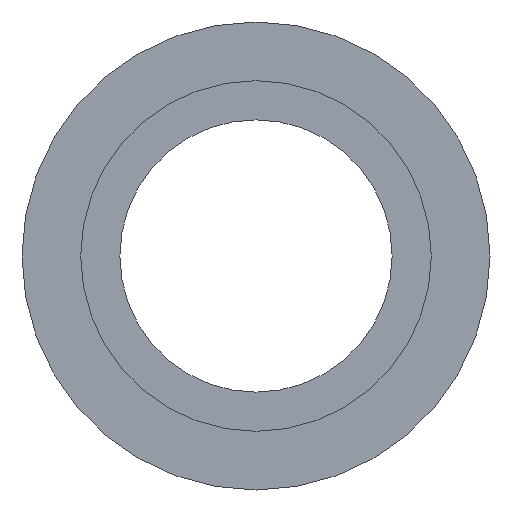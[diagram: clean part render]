
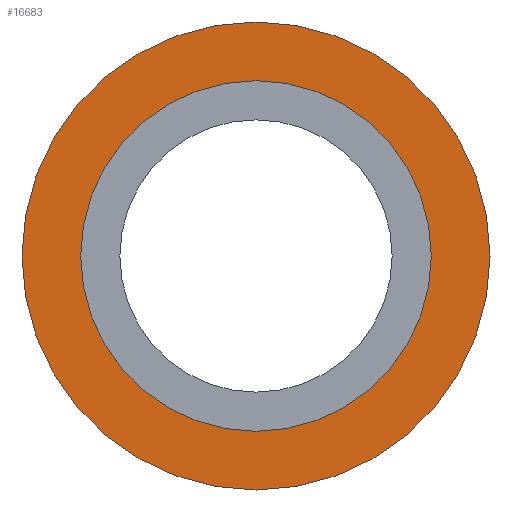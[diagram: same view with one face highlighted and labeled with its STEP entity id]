
A CAD part, left-side view. The second image highlights one B-rep face of the part: STEP entity #16683.
In plain terms, the highlighted planar face has unit normal (-1, 0, 0).
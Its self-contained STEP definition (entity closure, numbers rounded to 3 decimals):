
#155 = FACE_BOUND ( 'NONE', #3043, .T. ) ;
#765 = DIRECTION ( 'NONE',  ( 0., 0., 1. ) ) ;
#3040 = VERTEX_POINT ( 'NONE', #10802 ) ;
#3043 = EDGE_LOOP ( 'NONE', ( #23394 ) ) ;
#4353 = ORIENTED_EDGE ( 'NONE', *, *, #6291, .T. ) ;
#6291 = EDGE_CURVE ( 'NONE', #15073, #15073, #29141, .T. ) ;
#8801 = CARTESIAN_POINT ( 'NONE',  ( 0., 0., 0. ) ) ;
#10802 = CARTESIAN_POINT ( 'NONE',  ( 0., 0., 20.6 ) ) ;
#12012 = DIRECTION ( 'NONE',  ( 0., 0., 1. ) ) ;
#12558 = CARTESIAN_POINT ( 'NONE',  ( 0., 0., 0. ) ) ;
#13024 = CARTESIAN_POINT ( 'NONE',  ( 0., 0., 27.5 ) ) ;
#15073 = VERTEX_POINT ( 'NONE', #13024 ) ;
#15972 = EDGE_LOOP ( 'NONE', ( #4353 ) ) ;
#16520 = FACE_OUTER_BOUND ( 'NONE', #15972, .T. ) ;
#16683 = ADVANCED_FACE ( 'NONE', ( #155, #16520 ), #24146, .T. ) ;
#18253 = DIRECTION ( 'NONE',  ( 0., 0., 1. ) ) ;
#19569 = DIRECTION ( 'NONE',  ( -1., 0., 0. ) ) ;
#21234 = AXIS2_PLACEMENT_3D ( 'NONE', #12558, #19569, #765 ) ;
#21543 = DIRECTION ( 'NONE',  ( -1., 0., 0. ) ) ;
#22205 = AXIS2_PLACEMENT_3D ( 'NONE', #28652, #21543, #12012 ) ;
#23394 = ORIENTED_EDGE ( 'NONE', *, *, #24996, .F. ) ;
#24146 = PLANE ( 'NONE',  #21234 ) ;
#24996 = EDGE_CURVE ( 'NONE', #3040, #3040, #27047, .T. ) ;
#27047 = CIRCLE ( 'NONE', #30172, 20.6 ) ;
#27308 = DIRECTION ( 'NONE',  ( -1., 0., 0. ) ) ;
#28652 = CARTESIAN_POINT ( 'NONE',  ( 0., 0., 0. ) ) ;
#29141 = CIRCLE ( 'NONE', #22205, 27.5 ) ;
#30172 = AXIS2_PLACEMENT_3D ( 'NONE', #8801, #27308, #18253 ) ;
